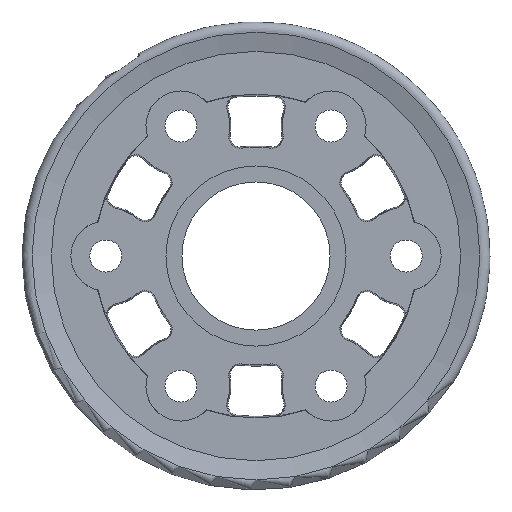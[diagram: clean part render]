
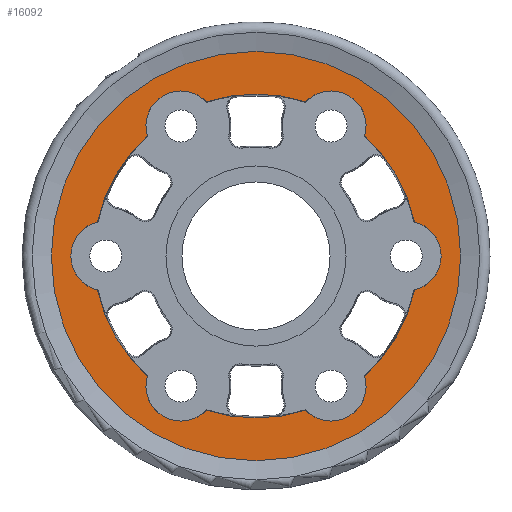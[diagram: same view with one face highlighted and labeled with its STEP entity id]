
A CAD part, left-side view. The second image highlights one B-rep face of the part: STEP entity #16092.
In plain terms, the highlighted planar face has unit normal (-1, 0, 0).
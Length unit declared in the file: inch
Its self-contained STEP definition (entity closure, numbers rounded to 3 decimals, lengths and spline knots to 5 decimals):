
#1798=PLANE($,#18419);
#1825=FACE_BOUND($,#3458,.T.);
#2606=FACE_OUTER_BOUND($,#3457,.T.);
#3457=EDGE_LOOP($,(#13516));
#3458=EDGE_LOOP($,(#13517,#13518,#13519,#13520,#13521,#13522,#13523,#13524,
#13525,#13526,#13527,#13528));
#5029=CIRCLE($,#18418,1.27811);
#5030=CIRCLE($,#18420,0.21875);
#5031=CIRCLE($,#18421,1.01121);
#5032=CIRCLE($,#18422,0.21875);
#5033=CIRCLE($,#18423,1.01121);
#5034=CIRCLE($,#18424,0.21875);
#5035=CIRCLE($,#18425,1.01121);
#5036=CIRCLE($,#18426,0.21875);
#5037=CIRCLE($,#18427,1.01121);
#5038=CIRCLE($,#18428,0.21875);
#5039=CIRCLE($,#18429,1.01121);
#5040=CIRCLE($,#18430,0.21875);
#5041=CIRCLE($,#18431,1.01121);
#6612=VERTEX_POINT($,#28711);
#6613=VERTEX_POINT($,#28714);
#6614=VERTEX_POINT($,#28715);
#6615=VERTEX_POINT($,#28717);
#6616=VERTEX_POINT($,#28719);
#6617=VERTEX_POINT($,#28721);
#6618=VERTEX_POINT($,#28723);
#6619=VERTEX_POINT($,#28725);
#6620=VERTEX_POINT($,#28727);
#6621=VERTEX_POINT($,#28729);
#6622=VERTEX_POINT($,#28731);
#6623=VERTEX_POINT($,#28733);
#6624=VERTEX_POINT($,#28735);
#8939=EDGE_CURVE($,#6612,#6612,#5029,.T.);
#8940=EDGE_CURVE($,#6613,#6614,#5030,.T.);
#8941=EDGE_CURVE($,#6615,#6613,#5031,.T.);
#8942=EDGE_CURVE($,#6616,#6615,#5032,.T.);
#8943=EDGE_CURVE($,#6617,#6616,#5033,.T.);
#8944=EDGE_CURVE($,#6618,#6617,#5034,.T.);
#8945=EDGE_CURVE($,#6619,#6618,#5035,.T.);
#8946=EDGE_CURVE($,#6620,#6619,#5036,.T.);
#8947=EDGE_CURVE($,#6621,#6620,#5037,.T.);
#8948=EDGE_CURVE($,#6622,#6621,#5038,.T.);
#8949=EDGE_CURVE($,#6623,#6622,#5039,.T.);
#8950=EDGE_CURVE($,#6624,#6623,#5040,.T.);
#8951=EDGE_CURVE($,#6614,#6624,#5041,.T.);
#13516=ORIENTED_EDGE($,*,*,#8939,.F.);
#13517=ORIENTED_EDGE($,*,*,#8940,.F.);
#13518=ORIENTED_EDGE($,*,*,#8941,.F.);
#13519=ORIENTED_EDGE($,*,*,#8942,.F.);
#13520=ORIENTED_EDGE($,*,*,#8943,.F.);
#13521=ORIENTED_EDGE($,*,*,#8944,.F.);
#13522=ORIENTED_EDGE($,*,*,#8945,.F.);
#13523=ORIENTED_EDGE($,*,*,#8946,.F.);
#13524=ORIENTED_EDGE($,*,*,#8947,.F.);
#13525=ORIENTED_EDGE($,*,*,#8948,.F.);
#13526=ORIENTED_EDGE($,*,*,#8949,.F.);
#13527=ORIENTED_EDGE($,*,*,#8950,.F.);
#13528=ORIENTED_EDGE($,*,*,#8951,.F.);
#16092=ADVANCED_FACE($,(#2606,#1825),#1798,.T.);
#18418=AXIS2_PLACEMENT_3D($,#28712,#23848,#23849);
#18419=AXIS2_PLACEMENT_3D($,#28713,#23850,#23851);
#18420=AXIS2_PLACEMENT_3D($,#28716,#23852,#23853);
#18421=AXIS2_PLACEMENT_3D($,#28718,#23854,#23855);
#18422=AXIS2_PLACEMENT_3D($,#28720,#23856,#23857);
#18423=AXIS2_PLACEMENT_3D($,#28722,#23858,#23859);
#18424=AXIS2_PLACEMENT_3D($,#28724,#23860,#23861);
#18425=AXIS2_PLACEMENT_3D($,#28726,#23862,#23863);
#18426=AXIS2_PLACEMENT_3D($,#28728,#23864,#23865);
#18427=AXIS2_PLACEMENT_3D($,#28730,#23866,#23867);
#18428=AXIS2_PLACEMENT_3D($,#28732,#23868,#23869);
#18429=AXIS2_PLACEMENT_3D($,#28734,#23870,#23871);
#18430=AXIS2_PLACEMENT_3D($,#28736,#23872,#23873);
#18431=AXIS2_PLACEMENT_3D($,#28737,#23874,#23875);
#23848=DIRECTION('center_axis',(1.,0.,0.));
#23849=DIRECTION('ref_axis',(0.,1.,0.));
#23850=DIRECTION('center_axis',(-1.,0.,0.));
#23851=DIRECTION('ref_axis',(0.,0.,1.));
#23852=DIRECTION('center_axis',(-1.,0.,0.));
#23853=DIRECTION('ref_axis',(0.,-1.,0.));
#23854=DIRECTION('center_axis',(-1.,0.,0.));
#23855=DIRECTION('ref_axis',(0.,-1.,0.));
#23856=DIRECTION('center_axis',(-1.,0.,0.));
#23857=DIRECTION('ref_axis',(0.,-1.,0.));
#23858=DIRECTION('center_axis',(-1.,0.,0.));
#23859=DIRECTION('ref_axis',(0.,-1.,0.));
#23860=DIRECTION('center_axis',(-1.,0.,0.));
#23861=DIRECTION('ref_axis',(0.,-1.,0.));
#23862=DIRECTION('center_axis',(-1.,0.,0.));
#23863=DIRECTION('ref_axis',(0.,-1.,0.));
#23864=DIRECTION('center_axis',(-1.,0.,0.));
#23865=DIRECTION('ref_axis',(0.,-1.,0.));
#23866=DIRECTION('center_axis',(-1.,0.,0.));
#23867=DIRECTION('ref_axis',(0.,-1.,0.));
#23868=DIRECTION('center_axis',(-1.,0.,0.));
#23869=DIRECTION('ref_axis',(0.,-1.,0.));
#23870=DIRECTION('center_axis',(-1.,0.,0.));
#23871=DIRECTION('ref_axis',(0.,-1.,0.));
#23872=DIRECTION('center_axis',(-1.,0.,0.));
#23873=DIRECTION('ref_axis',(0.,-1.,0.));
#23874=DIRECTION('center_axis',(-1.,0.,0.));
#23875=DIRECTION('ref_axis',(0.,-1.,0.));
#28711=CARTESIAN_POINT('',(-0.1,1.27811,0.));
#28712=CARTESIAN_POINT('Origin',(-0.1,0.,0.));
#28713=CARTESIAN_POINT('Origin',(-0.1,1.27811,0.));
#28714=CARTESIAN_POINT('',(-0.1,0.3101,0.96249));
#28715=CARTESIAN_POINT('',(-0.1,0.67852,0.74977));
#28716=CARTESIAN_POINT('Origin',(-0.1,0.46878,
0.81192));
#28717=CARTESIAN_POINT('',(-0.1,-0.31002,0.96251));
#28718=CARTESIAN_POINT('Origin',(-0.1,0.,0.));
#28719=CARTESIAN_POINT('',(-0.1,-0.67846,0.74983));
#28720=CARTESIAN_POINT('Origin',(-0.1,-0.46872,
0.81196));
#28721=CARTESIAN_POINT('',(-0.1,-0.98857,0.21278));
#28722=CARTESIAN_POINT('Origin',(-0.1,0.,0.));
#28723=CARTESIAN_POINT('',(-0.1,-0.9886,-0.21262));
#28724=CARTESIAN_POINT('Origin',(-0.1,-0.9375,0.00008));
#28725=CARTESIAN_POINT('',(-0.1,-0.67854,-0.74975));
#28726=CARTESIAN_POINT('Origin',(-0.1,0.,0.));
#28727=CARTESIAN_POINT('',(-0.1,-0.31016,-0.96247));
#28728=CARTESIAN_POINT('Origin',(-0.1,-0.46878,
-0.81184));
#28729=CARTESIAN_POINT('',(-0.1,0.31008,-0.96249));
#28730=CARTESIAN_POINT('Origin',(-0.1,0.,0.));
#28731=CARTESIAN_POINT('',(-0.1,0.67847,-0.74981));
#28732=CARTESIAN_POINT('Origin',(-0.1,0.46872,-0.81188));
#28733=CARTESIAN_POINT('',(-0.1,0.98858,-0.2127));
#28734=CARTESIAN_POINT('Origin',(-0.1,0.,0.));
#28735=CARTESIAN_POINT('',(-0.1,0.98858,0.2127));
#28736=CARTESIAN_POINT('Origin',(-0.1,0.9375,0.));
#28737=CARTESIAN_POINT('Origin',(-0.1,0.,0.));
